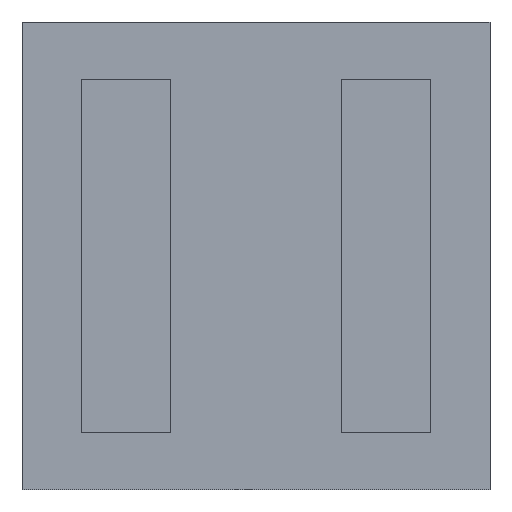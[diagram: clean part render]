
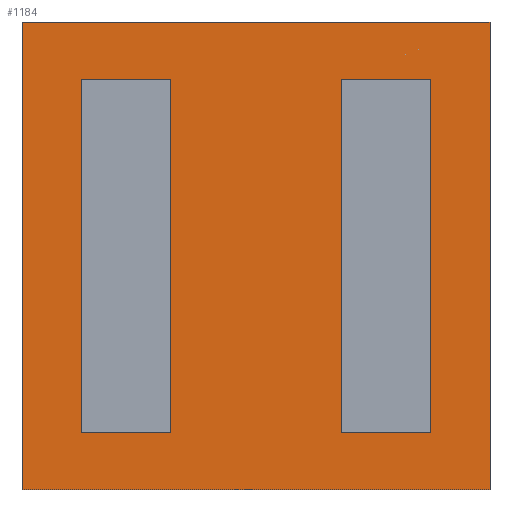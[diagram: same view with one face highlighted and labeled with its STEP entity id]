
A CAD part, front view. The second image highlights one B-rep face of the part: STEP entity #1184.
In plain terms, the highlighted planar face has unit normal (0, -1, 0).
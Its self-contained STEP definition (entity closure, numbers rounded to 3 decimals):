
#4 = DIRECTION ( 'NONE',  ( -1., 0., 0. ) ) ;
#56 = CARTESIAN_POINT ( 'NONE',  ( 0., 0., 0. ) ) ;
#58 = CARTESIAN_POINT ( 'NONE',  ( 0., 0., 1.625 ) ) ;
#77 = LINE ( 'NONE', #2271, #80 ) ;
#80 = VECTOR ( 'NONE', #2374, 1000. ) ;
#86 = CARTESIAN_POINT ( 'NONE',  ( 2.15, 0., -2.15 ) ) ;
#117 = VECTOR ( 'NONE', #2726, 1000. ) ;
#119 = LINE ( 'NONE', #1658, #117 ) ;
#137 = LINE ( 'NONE', #2353, #2276 ) ;
#196 = VERTEX_POINT ( 'NONE', #785 ) ;
#248 = DIRECTION ( 'NONE',  ( 0., 0., -1. ) ) ;
#297 = EDGE_CURVE ( 'NONE', #1684, #1149, #119, .T. ) ;
#300 = VERTEX_POINT ( 'NONE', #2049 ) ;
#389 = EDGE_CURVE ( 'NONE', #1149, #453, #77, .T. ) ;
#410 = CARTESIAN_POINT ( 'NONE',  ( -0.785, 0., 1.625 ) ) ;
#451 = EDGE_LOOP ( 'NONE', ( #1134, #1127, #1123, #1119 ) ) ;
#453 = VERTEX_POINT ( 'NONE', #1281 ) ;
#462 = EDGE_LOOP ( 'NONE', ( #1177, #1170, #1160, #1151 ) ) ;
#472 = LINE ( 'NONE', #1042, #2391 ) ;
#524 = DIRECTION ( 'NONE',  ( 1., 0., 0. ) ) ;
#528 = FACE_BOUND ( 'NONE', #451, .T. ) ;
#532 = FACE_BOUND ( 'NONE', #462, .T. ) ;
#539 = FACE_OUTER_BOUND ( 'NONE', #844, .T. ) ;
#565 = CARTESIAN_POINT ( 'NONE',  ( 0., 0., -1.625 ) ) ;
#571 = VERTEX_POINT ( 'NONE', #2399 ) ;
#579 = LINE ( 'NONE', #565, #852 ) ;
#645 = DIRECTION ( 'NONE',  ( 0., 1., 0. ) ) ;
#652 = VERTEX_POINT ( 'NONE', #410 ) ;
#683 = PLANE ( 'NONE',  #1081 ) ;
#733 = VERTEX_POINT ( 'NONE', #2096 ) ;
#746 = VERTEX_POINT ( 'NONE', #2104 ) ;
#747 = VERTEX_POINT ( 'NONE', #1300 ) ;
#785 = CARTESIAN_POINT ( 'NONE',  ( -1.605, 0., -1.625 ) ) ;
#844 = EDGE_LOOP ( 'NONE', ( #1145, #1142, #1138, #1135 ) ) ;
#852 = VECTOR ( 'NONE', #524, 1000. ) ;
#868 = CARTESIAN_POINT ( 'NONE',  ( 0.785, 0., 0. ) ) ;
#895 = EDGE_CURVE ( 'NONE', #196, #1082, #579, .T. ) ;
#1036 = DIRECTION ( 'NONE',  ( -1., 0., 0. ) ) ;
#1042 = CARTESIAN_POINT ( 'NONE',  ( 0., 0., 1.625 ) ) ;
#1081 = AXIS2_PLACEMENT_3D ( 'NONE', #56, #645, #2392 ) ;
#1082 = VERTEX_POINT ( 'NONE', #2041 ) ;
#1119 = ORIENTED_EDGE ( 'NONE', *, *, #2728, .F. ) ;
#1123 = ORIENTED_EDGE ( 'NONE', *, *, #2257, .F. ) ;
#1127 = ORIENTED_EDGE ( 'NONE', *, *, #2624, .F. ) ;
#1134 = ORIENTED_EDGE ( 'NONE', *, *, #1760, .F. ) ;
#1135 = ORIENTED_EDGE ( 'NONE', *, *, #2016, .T. ) ;
#1138 = ORIENTED_EDGE ( 'NONE', *, *, #1419, .T. ) ;
#1142 = ORIENTED_EDGE ( 'NONE', *, *, #389, .T. ) ;
#1145 = ORIENTED_EDGE ( 'NONE', *, *, #297, .T. ) ;
#1149 = VERTEX_POINT ( 'NONE', #2275 ) ;
#1151 = ORIENTED_EDGE ( 'NONE', *, *, #2649, .F. ) ;
#1160 = ORIENTED_EDGE ( 'NONE', *, *, #2076, .F. ) ;
#1170 = ORIENTED_EDGE ( 'NONE', *, *, #895, .F. ) ;
#1173 = VERTEX_POINT ( 'NONE', #86 ) ;
#1177 = ORIENTED_EDGE ( 'NONE', *, *, #2110, .F. ) ;
#1184 = ADVANCED_FACE ( 'NONE', ( #532, #539, #528 ), #683, .F. ) ;
#1281 = CARTESIAN_POINT ( 'NONE',  ( -2.15, 0., -2.15 ) ) ;
#1292 = DIRECTION ( 'NONE',  ( 1., 0., 0. ) ) ;
#1300 = CARTESIAN_POINT ( 'NONE',  ( 1.605, 0., -1.625 ) ) ;
#1419 = EDGE_CURVE ( 'NONE', #453, #1173, #2588, .T. ) ;
#1422 = DIRECTION ( 'NONE',  ( 0., 0., 1. ) ) ;
#1433 = CARTESIAN_POINT ( 'NONE',  ( -0.785, 0., 0. ) ) ;
#1443 = CARTESIAN_POINT ( 'NONE',  ( -1.605, 0., 0. ) ) ;
#1530 = DIRECTION ( 'NONE',  ( 0., 0., -1. ) ) ;
#1568 = DIRECTION ( 'NONE',  ( 0., 0., 1. ) ) ;
#1580 = CARTESIAN_POINT ( 'NONE',  ( 2.15, 0., -2.15 ) ) ;
#1658 = CARTESIAN_POINT ( 'NONE',  ( -2.15, 0., 2.15 ) ) ;
#1684 = VERTEX_POINT ( 'NONE', #2236 ) ;
#1760 = EDGE_CURVE ( 'NONE', #733, #747, #1802, .T. ) ;
#1802 = LINE ( 'NONE', #2085, #2523 ) ;
#2016 = EDGE_CURVE ( 'NONE', #1173, #1684, #2455, .T. ) ;
#2041 = CARTESIAN_POINT ( 'NONE',  ( -0.785, 0., -1.625 ) ) ;
#2049 = CARTESIAN_POINT ( 'NONE',  ( 0.785, 0., 1.625 ) ) ;
#2076 = EDGE_CURVE ( 'NONE', #746, #196, #2430, .T. ) ;
#2085 = CARTESIAN_POINT ( 'NONE',  ( 0., 0., -1.625 ) ) ;
#2096 = CARTESIAN_POINT ( 'NONE',  ( 0.785, 0., -1.625 ) ) ;
#2104 = CARTESIAN_POINT ( 'NONE',  ( -1.605, 0., 1.625 ) ) ;
#2106 = DIRECTION ( 'NONE',  ( 1., 0., 0. ) ) ;
#2110 = EDGE_CURVE ( 'NONE', #1082, #652, #2425, .T. ) ;
#2236 = CARTESIAN_POINT ( 'NONE',  ( 2.15, 0., 2.15 ) ) ;
#2257 = EDGE_CURVE ( 'NONE', #571, #300, #472, .T. ) ;
#2271 = CARTESIAN_POINT ( 'NONE',  ( -2.15, 0., -2.15 ) ) ;
#2275 = CARTESIAN_POINT ( 'NONE',  ( -2.15, 0., 2.15 ) ) ;
#2276 = VECTOR ( 'NONE', #2331, 1000. ) ;
#2282 = VECTOR ( 'NONE', #4, 1000. ) ;
#2287 = VECTOR ( 'NONE', #248, 1000. ) ;
#2288 = LINE ( 'NONE', #58, #2282 ) ;
#2324 = LINE ( 'NONE', #868, #2287 ) ;
#2331 = DIRECTION ( 'NONE',  ( 0., 0., 1. ) ) ;
#2353 = CARTESIAN_POINT ( 'NONE',  ( 1.605, 0., 0. ) ) ;
#2374 = DIRECTION ( 'NONE',  ( 0., 0., -1. ) ) ;
#2391 = VECTOR ( 'NONE', #1036, 1000. ) ;
#2392 = DIRECTION ( 'NONE',  ( 0., 0., 1. ) ) ;
#2399 = CARTESIAN_POINT ( 'NONE',  ( 1.605, 0., 1.625 ) ) ;
#2421 = VECTOR ( 'NONE', #1422, 1000. ) ;
#2425 = LINE ( 'NONE', #1433, #2421 ) ;
#2430 = LINE ( 'NONE', #1443, #2449 ) ;
#2446 = VECTOR ( 'NONE', #1568, 1000. ) ;
#2449 = VECTOR ( 'NONE', #1530, 1000. ) ;
#2455 = LINE ( 'NONE', #1580, #2446 ) ;
#2523 = VECTOR ( 'NONE', #2106, 1000. ) ;
#2574 = VECTOR ( 'NONE', #1292, 1000. ) ;
#2588 = LINE ( 'NONE', #2720, #2574 ) ;
#2624 = EDGE_CURVE ( 'NONE', #300, #733, #2324, .T. ) ;
#2649 = EDGE_CURVE ( 'NONE', #652, #746, #2288, .T. ) ;
#2720 = CARTESIAN_POINT ( 'NONE',  ( -2.15, 0., -2.15 ) ) ;
#2726 = DIRECTION ( 'NONE',  ( -1., 0., 0. ) ) ;
#2728 = EDGE_CURVE ( 'NONE', #747, #571, #137, .T. ) ;
